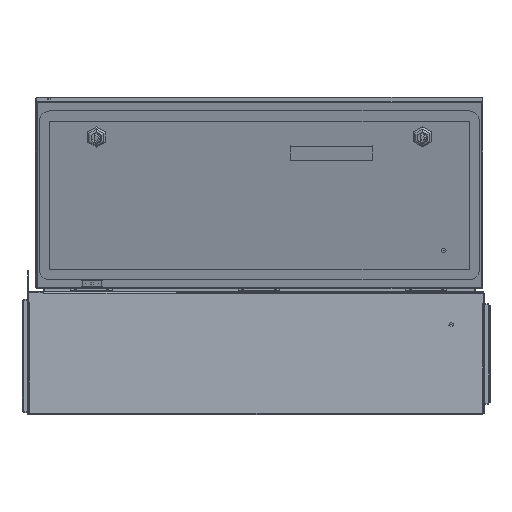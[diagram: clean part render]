
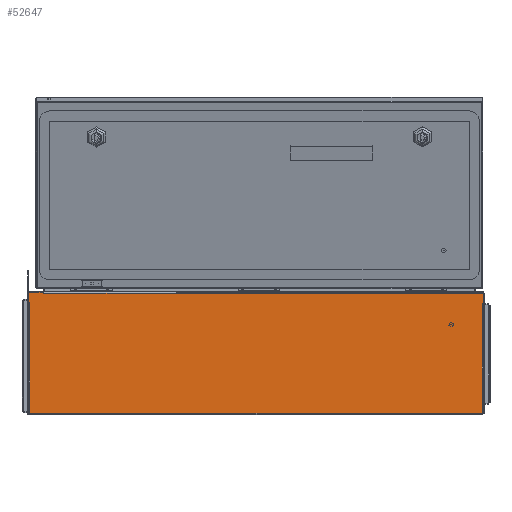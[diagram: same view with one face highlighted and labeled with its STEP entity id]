
A CAD part, left-side view. The second image highlights one B-rep face of the part: STEP entity #52647.
In plain terms, the highlighted planar face has unit normal (-1, 0, 0).
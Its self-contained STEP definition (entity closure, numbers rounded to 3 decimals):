
#2545 = ORIENTED_EDGE ( 'NONE', *, *, #87876, .T. ) ;
#3842 = VECTOR ( 'NONE', #81613, 1000. ) ;
#4529 = VERTEX_POINT ( 'NONE', #65851 ) ;
#5607 = DIRECTION ( 'NONE',  ( 0., 1., 0. ) ) ;
#8335 = VERTEX_POINT ( 'NONE', #88911 ) ;
#9500 = CARTESIAN_POINT ( 'NONE',  ( -150., -347., 2. ) ) ;
#10576 = VECTOR ( 'NONE', #15112, 1000. ) ;
#10751 = ORIENTED_EDGE ( 'NONE', *, *, #152909, .F. ) ;
#12640 = EDGE_CURVE ( 'NONE', #106569, #8335, #62737, .T. ) ;
#15112 = DIRECTION ( 'NONE',  ( 0., 1., 0. ) ) ;
#16805 = FACE_OUTER_BOUND ( 'NONE', #32420, .T. ) ;
#18045 = DIRECTION ( 'NONE',  ( 0., -1., 0. ) ) ;
#20394 = DIRECTION ( 'NONE',  ( 0., 0., 1. ) ) ;
#21103 = DIRECTION ( 'NONE',  ( 1., 0., 0. ) ) ;
#22716 = CARTESIAN_POINT ( 'NONE',  ( -150., 349., 172. ) ) ;
#23238 = CARTESIAN_POINT ( 'NONE',  ( -150., -347., 2. ) ) ;
#24963 = CARTESIAN_POINT ( 'NONE',  ( -150., 347., 172. ) ) ;
#25110 = EDGE_CURVE ( 'NONE', #73562, #26350, #50089, .T. ) ;
#26350 = VERTEX_POINT ( 'NONE', #24963 ) ;
#27503 = CARTESIAN_POINT ( 'NONE',  ( -150., 325., 188. ) ) ;
#28091 = EDGE_CURVE ( 'NONE', #46050, #49481, #64051, .T. ) ;
#28771 = EDGE_CURVE ( 'NONE', #49481, #8335, #42034, .T. ) ;
#29685 = CARTESIAN_POINT ( 'NONE',  ( -150., -349., 1. ) ) ;
#31356 = VECTOR ( 'NONE', #20394, 1000. ) ;
#32420 = EDGE_LOOP ( 'NONE', ( #130970, #38216, #104441, #2545, #10751, #39524, #115360, #72137, #74137, #55621 ) ) ;
#35962 = DIRECTION ( 'NONE',  ( 0., 0., 1. ) ) ;
#38216 = ORIENTED_EDGE ( 'NONE', *, *, #28771, .F. ) ;
#39524 = ORIENTED_EDGE ( 'NONE', *, *, #119119, .F. ) ;
#39657 = VERTEX_POINT ( 'NONE', #79438 ) ;
#42034 = LINE ( 'NONE', #48731, #10576 ) ;
#45070 = EDGE_CURVE ( 'NONE', #73562, #39657, #137720, .T. ) ;
#46050 = VERTEX_POINT ( 'NONE', #77633 ) ;
#48731 = CARTESIAN_POINT ( 'NONE',  ( -150., -349., 170. ) ) ;
#49481 = VERTEX_POINT ( 'NONE', #77027 ) ;
#50089 = LINE ( 'NONE', #22716, #3842 ) ;
#52647 = ADVANCED_FACE ( 'NONE', ( #16805 ), #150834, .F. ) ;
#55621 = ORIENTED_EDGE ( 'NONE', *, *, #78854, .F. ) ;
#62737 = LINE ( 'NONE', #9500, #31356 ) ;
#64014 = DIRECTION ( 'NONE',  ( 0., 0., 1. ) ) ;
#64051 = LINE ( 'NONE', #29685, #115945 ) ;
#64842 = LINE ( 'NONE', #100764, #72230 ) ;
#65411 = LINE ( 'NONE', #100743, #100629 ) ;
#65851 = CARTESIAN_POINT ( 'NONE',  ( -150., 325., 188. ) ) ;
#66534 = EDGE_CURVE ( 'NONE', #129406, #26350, #72779, .T. ) ;
#69069 = VECTOR ( 'NONE', #35962, 1000. ) ;
#72137 = ORIENTED_EDGE ( 'NONE', *, *, #25110, .T. ) ;
#72230 = VECTOR ( 'NONE', #18045, 1000. ) ;
#72779 = LINE ( 'NONE', #115194, #69069 ) ;
#72887 = VECTOR ( 'NONE', #64014, 1000. ) ;
#73562 = VERTEX_POINT ( 'NONE', #131840 ) ;
#74137 = ORIENTED_EDGE ( 'NONE', *, *, #66534, .F. ) ;
#75265 = CARTESIAN_POINT ( 'NONE',  ( -150., 349., 2. ) ) ;
#77027 = CARTESIAN_POINT ( 'NONE',  ( -150., -349., 170. ) ) ;
#77633 = CARTESIAN_POINT ( 'NONE',  ( -150., -349., 186. ) ) ;
#78854 = EDGE_CURVE ( 'NONE', #106569, #129406, #108212, .T. ) ;
#79438 = CARTESIAN_POINT ( 'NONE',  ( -150., 349., 188. ) ) ;
#81613 = DIRECTION ( 'NONE',  ( 0., -1., 0. ) ) ;
#83255 = LINE ( 'NONE', #27503, #131291 ) ;
#87876 = EDGE_CURVE ( 'NONE', #46050, #98081, #65411, .T. ) ;
#88465 = CARTESIAN_POINT ( 'NONE',  ( -150., 325., 186. ) ) ;
#88911 = CARTESIAN_POINT ( 'NONE',  ( -150., -347., 170. ) ) ;
#91929 = CARTESIAN_POINT ( 'NONE',  ( -150., -349., 188. ) ) ;
#98081 = VERTEX_POINT ( 'NONE', #88465 ) ;
#100629 = VECTOR ( 'NONE', #5607, 1000. ) ;
#100743 = CARTESIAN_POINT ( 'NONE',  ( -150., -349., 186. ) ) ;
#100764 = CARTESIAN_POINT ( 'NONE',  ( -150., -349., 188. ) ) ;
#104441 = ORIENTED_EDGE ( 'NONE', *, *, #28091, .F. ) ;
#106569 = VERTEX_POINT ( 'NONE', #23238 ) ;
#108212 = LINE ( 'NONE', #75265, #130400 ) ;
#110255 = DIRECTION ( 'NONE',  ( 0., 0., -1. ) ) ;
#111633 = AXIS2_PLACEMENT_3D ( 'NONE', #91929, #21103, #152346 ) ;
#112445 = DIRECTION ( 'NONE',  ( 0., 0., -1. ) ) ;
#115194 = CARTESIAN_POINT ( 'NONE',  ( -150., 347., 2. ) ) ;
#115360 = ORIENTED_EDGE ( 'NONE', *, *, #45070, .F. ) ;
#115945 = VECTOR ( 'NONE', #112445, 1000. ) ;
#119119 = EDGE_CURVE ( 'NONE', #39657, #4529, #64842, .T. ) ;
#129406 = VERTEX_POINT ( 'NONE', #145088 ) ;
#130400 = VECTOR ( 'NONE', #134212, 1000. ) ;
#130970 = ORIENTED_EDGE ( 'NONE', *, *, #12640, .T. ) ;
#131291 = VECTOR ( 'NONE', #110255, 1000. ) ;
#131840 = CARTESIAN_POINT ( 'NONE',  ( -150., 349., 172. ) ) ;
#132784 = CARTESIAN_POINT ( 'NONE',  ( -150., 349., 188. ) ) ;
#134212 = DIRECTION ( 'NONE',  ( 0., 1., 0. ) ) ;
#137720 = LINE ( 'NONE', #132784, #72887 ) ;
#145088 = CARTESIAN_POINT ( 'NONE',  ( -150., 347., 2. ) ) ;
#150834 = PLANE ( 'NONE',  #111633 ) ;
#152346 = DIRECTION ( 'NONE',  ( 0., 0., 1. ) ) ;
#152909 = EDGE_CURVE ( 'NONE', #4529, #98081, #83255, .T. ) ;
